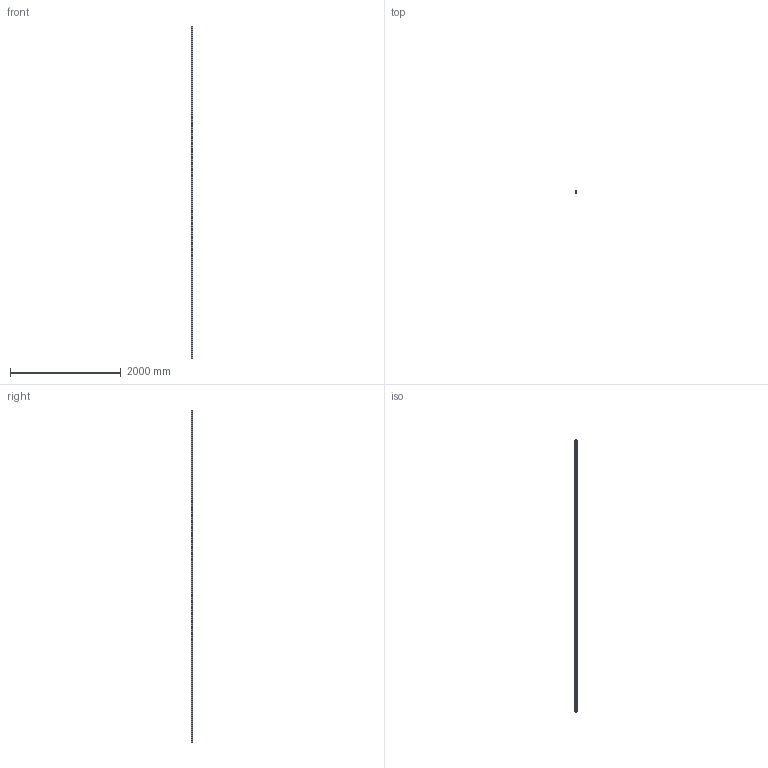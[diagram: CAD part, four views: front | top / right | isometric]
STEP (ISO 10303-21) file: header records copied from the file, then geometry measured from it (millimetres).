
FILE_DESCRIPTION (( 'STEP AP203' ), '1' );
FILE_NAME ('60365-GU-6M.step', '2022-07-21T07:42:10', ( '' ), ( '' ), 'SwSTEP 2.0', 'SolidWorks 2018', '' );
FILE_SCHEMA (( 'CONFIG_CONTROL_DESIGN' ));
Length unit declared in the file: millimetre
Products named in the file (1): 60365-GU-6M
Bounding box: 34.99 x 33.48 x 6000 mm (x, y, z)
Volume: 2163334.5 mm3; surface area: 2372969.3 mm2
Topology: 1 solids, 1 shells, 408 faces, 1137 edges, 758 vertices
Faces by surface type: plane 256, bspline 142, cylinder 10
Entity records: 20038 total; most frequent: CARTESIAN_POINT 10406, ORIENTED_EDGE 2274, DIRECTION 1407, EDGE_CURVE 1137, VECTOR 833, LINE 833, VERTEX_POINT 758, EDGE_LOOP 451
